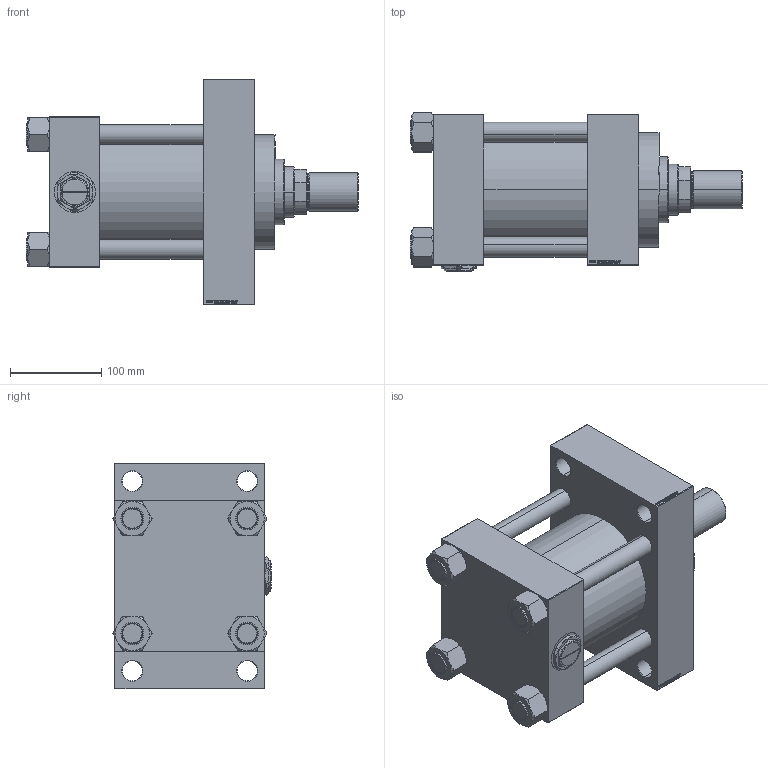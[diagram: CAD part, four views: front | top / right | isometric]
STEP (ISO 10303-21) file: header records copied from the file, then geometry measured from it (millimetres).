
FILE_DESCRIPTION (( 'STEP AP203' ), '1' );
FILE_NAME ('a082.STEP', '2024-10-23T09:15:05', ( '' ), ( '' ), 'SwSTEP 2.0', 'SolidWorks 2019', '' );
FILE_SCHEMA (( 'CONFIG_CONTROL_DESIGN' ));
Length unit declared in the file: millimetre
Products named in the file (8): Zatka_pro_OIL_PORT 8b64eccfebd2a04f58196e198ae25883; NUT_M5_D 8b64eccfebd2a04f58196e198ae25883; V215CR_D_TYCINKA 8b64eccfebd2a04f58196e198ae25883; V215CR_VCP_D 8b64eccfebd2a04f58196e198ae25883; V215CR_D_Body 8b64eccfebd2a04f58196e198ae25883; V215_VC_A 8b64eccfebd2a04f58196e198ae25883; ROD_END_AH 8b64eccfebd2a04f58196e198ae25883; a082
Assembly tree (13 placements, depth 2):
  a082
    V215CR_D_Body 8b64eccfebd2a04f58196e198ae25883
    V215CR_VCP_D 8b64eccfebd2a04f58196e198ae25883
    NUT_M5_D 8b64eccfebd2a04f58196e198ae25883  x4
    V215CR_D_TYCINKA 8b64eccfebd2a04f58196e198ae25883  x4
    V215_VC_A 8b64eccfebd2a04f58196e198ae25883
    ROD_END_AH 8b64eccfebd2a04f58196e198ae25883
    Zatka_pro_OIL_PORT 8b64eccfebd2a04f58196e198ae25883
Bounding box: 364 x 174.07 x 247 mm (x, y, z)
Volume: 5186632.1 mm3; surface area: 583760.7 mm2
Topology: 13 solids, 13 shells, 1216 faces, 3050 edges, 1975 vertices
Faces by surface type: plane 572, bspline 368, cone 168, cylinder 98, torus 10
Entity records: 49962 total; most frequent: CARTESIAN_POINT 25842, ORIENTED_EDGE 5364, DIRECTION 3562, EDGE_CURVE 2682, VERTEX_POINT 1753, VECTOR 1564, LINE 1564, EDGE_LOOP 1197
